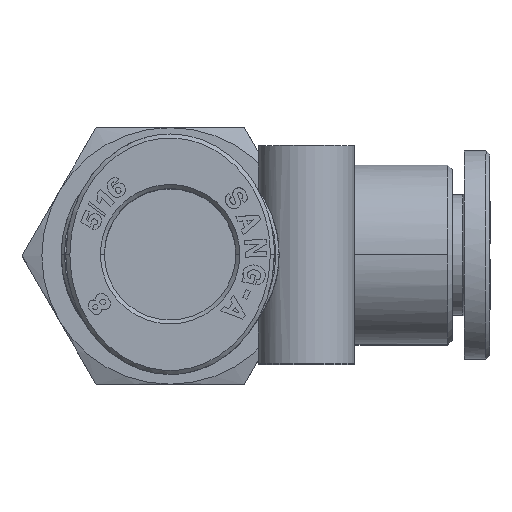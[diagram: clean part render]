
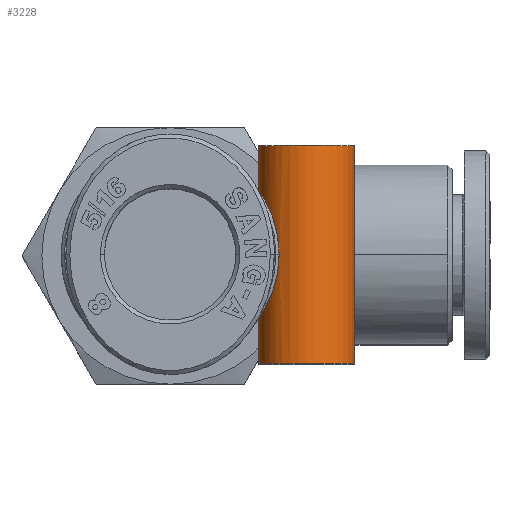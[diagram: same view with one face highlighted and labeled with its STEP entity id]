
A CAD part, top view. The second image highlights one B-rep face of the part: STEP entity #3228.
In plain terms, the highlighted cylindrical face has radius 3 mm (diameter 6 mm), a partial arc.
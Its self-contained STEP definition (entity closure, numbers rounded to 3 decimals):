
#471 = DIRECTION ( 'NONE',  ( 0., -1., 0. ) ) ;
#976 = EDGE_CURVE ( 'NONE', #31422, #35331, #20335, .T. ) ;
#1606 = CARTESIAN_POINT ( 'NONE',  ( -12.442, 0.907, 6.704 ) ) ;
#1748 = CARTESIAN_POINT ( 'NONE',  ( -12.294, 1.788, 6.514 ) ) ;
#2913 = CARTESIAN_POINT ( 'NONE',  ( -12.294, -1.786, 6.515 ) ) ;
#3009 = ORIENTED_EDGE ( 'NONE', *, *, #21655, .F. ) ;
#3228 = ADVANCED_FACE ( 'NONE', ( #26430 ), #36424, .T. ) ;
#3324 = EDGE_CURVE ( 'NONE', #35331, #9423, #6895, .T. ) ;
#4105 = ORIENTED_EDGE ( 'NONE', *, *, #9980, .T. ) ;
#5158 = CARTESIAN_POINT ( 'NONE',  ( -10.23, 3.99, 5.457 ) ) ;
#6013 = CARTESIAN_POINT ( 'NONE',  ( -12.472, -0.228, 6.75 ) ) ;
#6155 = CARTESIAN_POINT ( 'NONE',  ( -10., -3.999, 5.45 ) ) ;
#6852 = EDGE_CURVE ( 'NONE', #23445, #32405, #30230, .T. ) ;
#6895 = CIRCLE ( 'NONE', #7535, 3. ) ;
#7199 = DIRECTION ( 'NONE',  ( 0., 0., 1. ) ) ;
#7535 = AXIS2_PLACEMENT_3D ( 'NONE', #16973, #471, #10019 ) ;
#8374 = CARTESIAN_POINT ( 'NONE',  ( -12.108, 2.409, 6.312 ) ) ;
#8515 = CARTESIAN_POINT ( 'NONE',  ( -10., 3.999, 5.45 ) ) ;
#8672 = CARTESIAN_POINT ( 'NONE',  ( -10.562, 3.928, 5.501 ) ) ;
#9043 = CARTESIAN_POINT ( 'NONE',  ( -10., -6.8, 5.45 ) ) ;
#9065 = CARTESIAN_POINT ( 'NONE',  ( -11.077, -3.721, 5.644 ) ) ;
#9423 = VERTEX_POINT ( 'NONE', #23600 ) ;
#9755 = DIRECTION ( 'NONE',  ( 0., 1., 0. ) ) ;
#9980 = EDGE_CURVE ( 'NONE', #31902, #31422, #38722, .T. ) ;
#10019 = DIRECTION ( 'NONE',  ( 0., 0., 1. ) ) ;
#11963 = ORIENTED_EDGE ( 'NONE', *, *, #3324, .T. ) ;
#12478 = CARTESIAN_POINT ( 'NONE',  ( -11.932, -2.798, 6.151 ) ) ;
#12766 = CARTESIAN_POINT ( 'NONE',  ( -12.472, 0., 6.75 ) ) ;
#12904 = CARTESIAN_POINT ( 'NONE',  ( -10., -6.8, 11.45 ) ) ;
#12924 = CARTESIAN_POINT ( 'NONE',  ( -12.108, -2.41, 6.312 ) ) ;
#13076 = CARTESIAN_POINT ( 'NONE',  ( -12.407, -1.133, 6.659 ) ) ;
#13677 = CARTESIAN_POINT ( 'NONE',  ( -10., -6.8, 8.45 ) ) ;
#14124 = LINE ( 'NONE', #35093, #17783 ) ;
#14742 = DIRECTION ( 'NONE',  ( 0., 1., 0. ) ) ;
#14949 = ORIENTED_EDGE ( 'NONE', *, *, #6852, .F. ) ;
#15283 = CARTESIAN_POINT ( 'NONE',  ( -11.42, 3.469, 5.801 ) ) ;
#15444 = CARTESIAN_POINT ( 'NONE',  ( -12.472, 0.457, 6.75 ) ) ;
#15725 = CARTESIAN_POINT ( 'NONE',  ( -11.423, -3.467, 5.802 ) ) ;
#15972 = LINE ( 'NONE', #26592, #19191 ) ;
#16092 = EDGE_CURVE ( 'NONE', #31902, #23122, #15972, .T. ) ;
#16169 = CARTESIAN_POINT ( 'NONE',  ( -10.456, -3.963, 5.477 ) ) ;
#16973 = CARTESIAN_POINT ( 'NONE',  ( -10., 6.8, 8.45 ) ) ;
#17783 = VECTOR ( 'NONE', #14742, 1000. ) ;
#18568 = CARTESIAN_POINT ( 'NONE',  ( -12.472, 0., 6.75 ) ) ;
#18686 = CARTESIAN_POINT ( 'NONE',  ( -12.179, 2.207, 6.386 ) ) ;
#18751 = CARTESIAN_POINT ( 'NONE',  ( -10., 0., 8.45 ) ) ;
#18943 = EDGE_CURVE ( 'NONE', #32405, #9423, #14124, .T. ) ;
#19191 = VECTOR ( 'NONE', #9755, 1000. ) ;
#19525 = CARTESIAN_POINT ( 'NONE',  ( -10.23, -3.999, 5.45 ) ) ;
#19685 = CARTESIAN_POINT ( 'NONE',  ( -12.432, -0.908, 6.693 ) ) ;
#20335 = LINE ( 'NONE', #20454, #28788 ) ;
#20454 = CARTESIAN_POINT ( 'NONE',  ( -10., 0., 11.45 ) ) ;
#21461 = ORIENTED_EDGE ( 'NONE', *, *, #16092, .F. ) ;
#21655 = EDGE_CURVE ( 'NONE', #23122, #23445, #39451, .T. ) ;
#22054 = CARTESIAN_POINT ( 'NONE',  ( -11.571, 3.316, 5.89 ) ) ;
#23020 = DIRECTION ( 'NONE',  ( 0., 0., 1. ) ) ;
#23122 = VERTEX_POINT ( 'NONE', #33347 ) ;
#23445 = VERTEX_POINT ( 'NONE', #18568 ) ;
#23600 = CARTESIAN_POINT ( 'NONE',  ( -10., 6.8, 5.45 ) ) ;
#25473 = CARTESIAN_POINT ( 'NONE',  ( -11.931, 2.798, 6.151 ) ) ;
#26329 = CARTESIAN_POINT ( 'NONE',  ( -12.338, -1.572, 6.57 ) ) ;
#26430 = FACE_OUTER_BOUND ( 'NONE', #39332, .T. ) ;
#26592 = CARTESIAN_POINT ( 'NONE',  ( -10., 0., 5.45 ) ) ;
#27900 = AXIS2_PLACEMENT_3D ( 'NONE', #18751, #42598, #23020 ) ;
#28448 = CARTESIAN_POINT ( 'NONE',  ( -12.472, 0., 6.75 ) ) ;
#28788 = VECTOR ( 'NONE', #33586, 1000. ) ;
#29905 = CARTESIAN_POINT ( 'NONE',  ( -11.572, -3.315, 5.89 ) ) ;
#29922 = CARTESIAN_POINT ( 'NONE',  ( -10., 6.8, 11.45 ) ) ;
#30230 = B_SPLINE_CURVE_WITH_KNOTS ( 'NONE', 3,
 ( #28448, #15444, #1606, #35328, #1748, #18686, #8374, #25473, #31973, #22054, #15283, #42385, #38547, #8672, #32113, #5158, #32416, #8515 ),
 .UNSPECIFIED., .F., .F.,
 ( 4, 2, 2, 2, 2, 2, 2, 2, 4 ),
 ( 0.01, 0.011, 0.012, 0.013, 0.013, 0.014, 0.015, 0.015, 0.016 ),
 .UNSPECIFIED. ) ;
#31422 = VERTEX_POINT ( 'NONE', #12904 ) ;
#31902 = VERTEX_POINT ( 'NONE', #9043 ) ;
#31973 = CARTESIAN_POINT ( 'NONE',  ( -11.825, 2.982, 6.064 ) ) ;
#32113 = CARTESIAN_POINT ( 'NONE',  ( -10.454, 3.954, 5.482 ) ) ;
#32405 = VERTEX_POINT ( 'NONE', #41867 ) ;
#32416 = CARTESIAN_POINT ( 'NONE',  ( -10.114, 3.999, 5.45 ) ) ;
#33232 = CARTESIAN_POINT ( 'NONE',  ( -12.179, -2.205, 6.386 ) ) ;
#33347 = CARTESIAN_POINT ( 'NONE',  ( -10., -3.999, 5.45 ) ) ;
#33586 = DIRECTION ( 'NONE',  ( 0., 1., 0. ) ) ;
#35093 = CARTESIAN_POINT ( 'NONE',  ( -10., 0., 5.45 ) ) ;
#35328 = CARTESIAN_POINT ( 'NONE',  ( -12.339, 1.57, 6.57 ) ) ;
#35331 = VERTEX_POINT ( 'NONE', #29922 ) ;
#35692 = ORIENTED_EDGE ( 'NONE', *, *, #18943, .F. ) ;
#35767 = ORIENTED_EDGE ( 'NONE', *, *, #976, .T. ) ;
#36424 = CYLINDRICAL_SURFACE ( 'NONE', #27900, 3. ) ;
#37086 = DIRECTION ( 'NONE',  ( 0., 1., 0. ) ) ;
#38547 = CARTESIAN_POINT ( 'NONE',  ( -10.878, 3.824, 5.573 ) ) ;
#38722 = CIRCLE ( 'NONE', #43335, 3. ) ;
#39279 = CARTESIAN_POINT ( 'NONE',  ( -11.827, -2.979, 6.066 ) ) ;
#39332 = EDGE_LOOP ( 'NONE', ( #21461, #4105, #35767, #11963, #35692, #14949, #3009 ) ) ;
#39430 = CARTESIAN_POINT ( 'NONE',  ( -12.464, -0.456, 6.739 ) ) ;
#39451 = B_SPLINE_CURVE_WITH_KNOTS ( 'NONE', 3,
 ( #6155, #19525, #16169, #39872, #9065, #15725, #29905, #39279, #12478, #12924, #33232, #2913, #26329, #13076, #19685, #39430, #6013, #12766 ),
 .UNSPECIFIED., .F., .F.,
 ( 4, 2, 2, 2, 2, 2, 2, 2, 4 ),
 ( 0.005, 0.005, 0.006, 0.007, 0.007, 0.008, 0.009, 0.009, 0.01 ),
 .UNSPECIFIED. ) ;
#39872 = CARTESIAN_POINT ( 'NONE',  ( -10.882, -3.823, 5.574 ) ) ;
#41867 = CARTESIAN_POINT ( 'NONE',  ( -10., 3.999, 5.45 ) ) ;
#42385 = CARTESIAN_POINT ( 'NONE',  ( -11.076, 3.721, 5.643 ) ) ;
#42598 = DIRECTION ( 'NONE',  ( 0., 1., 0. ) ) ;
#43335 = AXIS2_PLACEMENT_3D ( 'NONE', #13677, #37086, #7199 ) ;
